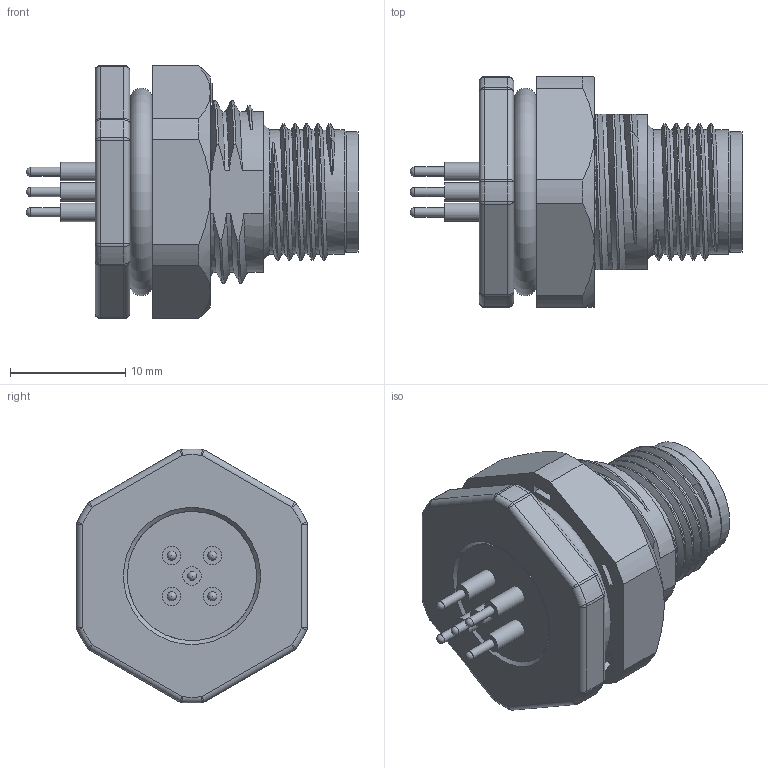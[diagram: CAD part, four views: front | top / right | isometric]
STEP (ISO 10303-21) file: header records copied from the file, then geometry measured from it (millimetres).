
FILE_DESCRIPTION(/* description */ ('Unknown'),/* implementation_level */ '2;1');
FILE_NAME(/* name */ '643210100405',/* time_stamp */ '2022-09-16T15:53:13+02:00',/* author */ ('Unknown'),/* organization */ ('Unknown'),/* preprocessor_version */ 'ST-DEVELOPER v16.7',/* originating_system */ 'Solid Edge',/* authorisation */ 'Unknown');
FILE_SCHEMA (('AUTOMOTIVE_DESIGN {1 0 10303 214 3 1 1}'));
Length unit declared in the file: millimetre
Products named in the file (7): 6432101004xx; 643110100405; 6431101004xx_Shell; 6432101004xx_Pin; 6432101004xx_Resin; 643xx01004xx_Panel O-Ring; 643xx01004xx_Panel Nut
Assembly tree (10 placements, depth 2):
  6432101004xx
    643110100405
    6431101004xx_Shell
    6432101004xx_Pin  x5
    6432101004xx_Resin
    643xx01004xx_Panel O-Ring
    643xx01004xx_Panel Nut
Bounding box: 28.8 x 20 x 22.02 mm (x, y, z)
Volume: 4186.5 mm3; surface area: 6168.6 mm2
Topology: 10 solids, 10 shells, 695 faces, 1729 edges, 1109 vertices
Faces by surface type: plane 343, cylinder 172, bspline 55, cone 50, torus 46, sphere 29
Full cylindrical faces by diameter (mm): 0.8 x5, 1 x10, 1.3 x10, 1.4 x20, 1.5 x15, 1.6 x5, 1.7 x10, 8.3 x1, 9.34 x1, 9.44 x1, 9.5 x1, 9.55 x1, 10.45 x1, 10.76 x5, 11.2 x1, 16 x3
Entity records: 20760 total; most frequent: CARTESIAN_POINT 7335, ORIENTED_EDGE 2780, DIRECTION 2555, EDGE_CURVE 1390, VERTEX_POINT 934, AXIS2_PLACEMENT_3D 852, LINE 851, VECTOR 851
